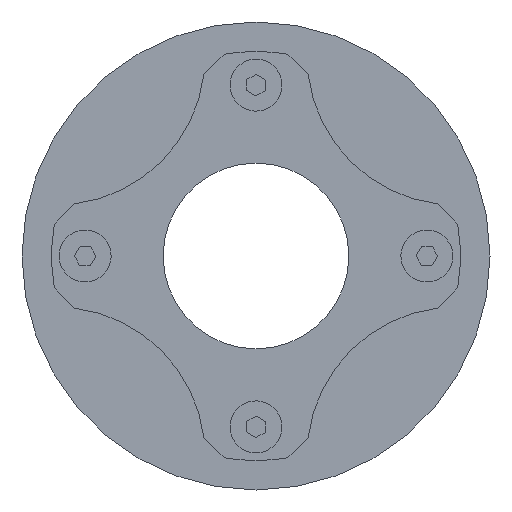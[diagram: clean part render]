
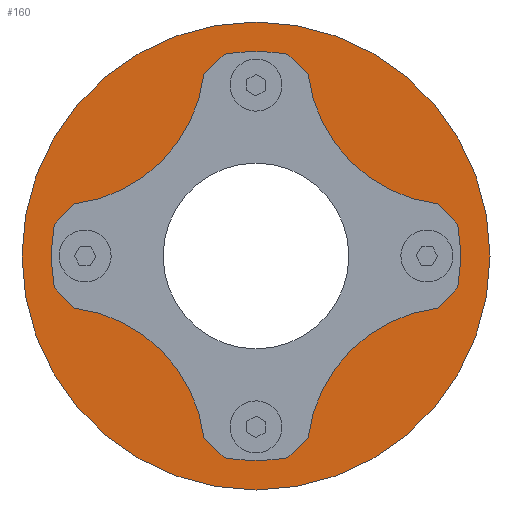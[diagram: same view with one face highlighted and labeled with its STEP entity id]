
A CAD part, front view. The second image highlights one B-rep face of the part: STEP entity #160.
In plain terms, the highlighted planar face has unit normal (0, -1, 0).
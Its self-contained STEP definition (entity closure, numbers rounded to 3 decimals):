
#160=ADVANCED_FACE('',(#390,#391),#392,.F.);
#390=FACE_OUTER_BOUND('',#704,.T.);
#391=FACE_BOUND('',#705,.T.);
#392=PLANE('',#706);
#704=EDGE_LOOP('',(#1100,#1101));
#705=EDGE_LOOP('',(#1102,#1103,#1104,#1105,#1106,#1107,#1108,#1109,#1110,#1111,#1112,#1113,#1114,#1115,#1116,#1117,#1118,#1119));
#706=AXIS2_PLACEMENT_3D('',#1120,#1121,#1122);
#1100=ORIENTED_EDGE('',*,*,#1749,.T.);
#1101=ORIENTED_EDGE('',*,*,#1813,.T.);
#1102=ORIENTED_EDGE('',*,*,#1814,.F.);
#1103=ORIENTED_EDGE('',*,*,#1764,.F.);
#1104=ORIENTED_EDGE('',*,*,#1815,.F.);
#1105=ORIENTED_EDGE('',*,*,#1811,.T.);
#1106=ORIENTED_EDGE('',*,*,#1816,.F.);
#1107=ORIENTED_EDGE('',*,*,#1752,.F.);
#1108=ORIENTED_EDGE('',*,*,#1795,.F.);
#1109=ORIENTED_EDGE('',*,*,#1817,.F.);
#1110=ORIENTED_EDGE('',*,*,#1799,.T.);
#1111=ORIENTED_EDGE('',*,*,#1818,.F.);
#1112=ORIENTED_EDGE('',*,*,#1769,.F.);
#1113=ORIENTED_EDGE('',*,*,#1819,.F.);
#1114=ORIENTED_EDGE('',*,*,#1807,.T.);
#1115=ORIENTED_EDGE('',*,*,#1820,.F.);
#1116=ORIENTED_EDGE('',*,*,#1771,.F.);
#1117=ORIENTED_EDGE('',*,*,#1759,.F.);
#1118=ORIENTED_EDGE('',*,*,#1821,.F.);
#1119=ORIENTED_EDGE('',*,*,#1803,.T.);
#1120=CARTESIAN_POINT('',(-27.5,6.5,0.0));
#1121=DIRECTION('',(0.0,1.0,0.0));
#1122=DIRECTION('',(1.0,0.0,-0.0));
#1749=EDGE_CURVE('',#2071,#2075,#2077,.T.);
#1752=EDGE_CURVE('',#2079,#2082,#2083,.T.);
#1759=EDGE_CURVE('',#2093,#2089,#2095,.T.);
#1764=EDGE_CURVE('',#2102,#2098,#2104,.T.);
#1769=EDGE_CURVE('',#2111,#2107,#2113,.T.);
#1771=EDGE_CURVE('',#2089,#2115,#2116,.T.);
#1795=EDGE_CURVE('',#2149,#2079,#2151,.T.);
#1799=EDGE_CURVE('',#2153,#2155,#2157,.T.);
#1803=EDGE_CURVE('',#2159,#2161,#2163,.T.);
#1807=EDGE_CURVE('',#2165,#2167,#2169,.T.);
#1811=EDGE_CURVE('',#2171,#2173,#2175,.T.);
#1813=EDGE_CURVE('',#2075,#2071,#2177,.T.);
#1814=EDGE_CURVE('',#2098,#2161,#2178,.T.);
#1815=EDGE_CURVE('',#2171,#2102,#2179,.T.);
#1816=EDGE_CURVE('',#2082,#2173,#2180,.T.);
#1817=EDGE_CURVE('',#2153,#2149,#2181,.T.);
#1818=EDGE_CURVE('',#2107,#2155,#2182,.T.);
#1819=EDGE_CURVE('',#2165,#2111,#2183,.T.);
#1820=EDGE_CURVE('',#2115,#2167,#2184,.T.);
#1821=EDGE_CURVE('',#2159,#2093,#2185,.T.);
#2071=VERTEX_POINT('',#2525);
#2075=VERTEX_POINT('',#2530);
#2077=CIRCLE('',#2533,31.5);
#2079=VERTEX_POINT('',#2535);
#2082=VERTEX_POINT('',#2539);
#2083=CIRCLE('',#2540,27.5);
#2089=VERTEX_POINT('',#2547);
#2093=VERTEX_POINT('',#2552);
#2095=CIRCLE('',#2555,27.5);
#2098=VERTEX_POINT('',#2558);
#2102=VERTEX_POINT('',#2563);
#2104=CIRCLE('',#2566,27.5);
#2107=VERTEX_POINT('',#2569);
#2111=VERTEX_POINT('',#2574);
#2113=CIRCLE('',#2577,27.5);
#2115=VERTEX_POINT('',#2579);
#2116=CIRCLE('',#2580,27.5);
#2149=VERTEX_POINT('',#2622);
#2151=CIRCLE('',#2625,27.5);
#2153=VERTEX_POINT('',#2627);
#2155=VERTEX_POINT('',#2630);
#2157=CIRCLE('',#2633,20.0);
#2159=VERTEX_POINT('',#2635);
#2161=VERTEX_POINT('',#2638);
#2163=CIRCLE('',#2641,20.0);
#2165=VERTEX_POINT('',#2643);
#2167=VERTEX_POINT('',#2646);
#2169=CIRCLE('',#2649,20.0);
#2171=VERTEX_POINT('',#2651);
#2173=VERTEX_POINT('',#2654);
#2175=CIRCLE('',#2657,20.);
#2177=CIRCLE('',#2659,31.5);
#2178=LINE('',#2660,#2661);
#2179=LINE('',#2662,#2663);
#2180=LINE('',#2664,#2665);
#2181=LINE('',#2666,#2667);
#2182=LINE('',#2668,#2669);
#2183=LINE('',#2670,#2671);
#2184=LINE('',#2672,#2673);
#2185=LINE('',#2674,#2675);
#2525=CARTESIAN_POINT('',(0.0,6.5,-31.5));
#2530=CARTESIAN_POINT('',(0.,6.5,31.5));
#2533=AXIS2_PLACEMENT_3D('',#3091,#3092,#3093);
#2535=CARTESIAN_POINT('',(0.,6.5,-27.5));
#2539=CARTESIAN_POINT('',(4.305,6.5,-27.161));
#2540=AXIS2_PLACEMENT_3D('',#3095,#3096,#3097);
#2547=CARTESIAN_POINT('',(0.,6.5,27.5));
#2552=CARTESIAN_POINT('',(4.305,6.5,27.161));
#2555=AXIS2_PLACEMENT_3D('',#3107,#3108,#3109);
#2558=CARTESIAN_POINT('',(27.161,6.5,4.305));
#2563=CARTESIAN_POINT('',(27.161,6.5,-4.305));
#2566=AXIS2_PLACEMENT_3D('',#3115,#3116,#3117);
#2569=CARTESIAN_POINT('',(-27.161,6.5,-4.305));
#2574=CARTESIAN_POINT('',(-27.161,6.5,4.305));
#2577=AXIS2_PLACEMENT_3D('',#3123,#3124,#3125);
#2579=CARTESIAN_POINT('',(-4.305,6.5,27.161));
#2580=AXIS2_PLACEMENT_3D('',#3126,#3127,#3128);
#2622=CARTESIAN_POINT('',(-4.305,6.5,-27.161));
#2625=AXIS2_PLACEMENT_3D('',#3172,#3173,#3174);
#2627=CARTESIAN_POINT('',(-7.017,6.5,-24.449));
#2630=CARTESIAN_POINT('',(-24.449,6.5,-7.017));
#2633=AXIS2_PLACEMENT_3D('',#3177,#3178,#3179);
#2635=CARTESIAN_POINT('',(7.017,6.5,24.449));
#2638=CARTESIAN_POINT('',(24.449,6.5,7.017));
#2641=AXIS2_PLACEMENT_3D('',#3182,#3183,#3184);
#2643=CARTESIAN_POINT('',(-24.449,6.5,7.017));
#2646=CARTESIAN_POINT('',(-7.017,6.5,24.449));
#2649=AXIS2_PLACEMENT_3D('',#3187,#3188,#3189);
#2651=CARTESIAN_POINT('',(24.449,6.5,-7.017));
#2654=CARTESIAN_POINT('',(7.017,6.5,-24.449));
#2657=AXIS2_PLACEMENT_3D('',#3192,#3193,#3194);
#2659=AXIS2_PLACEMENT_3D('',#3195,#3196,#3197);
#2660=CARTESIAN_POINT('',(27.161,6.5,4.305));
#2661=VECTOR('',#3198,3.835);
#2662=CARTESIAN_POINT('',(24.449,6.5,-7.017));
#2663=VECTOR('',#3199,3.835);
#2664=CARTESIAN_POINT('',(4.305,6.5,-27.161));
#2665=VECTOR('',#3200,3.835);
#2666=CARTESIAN_POINT('',(-7.017,6.5,-24.449));
#2667=VECTOR('',#3201,3.835);
#2668=CARTESIAN_POINT('',(-27.161,6.5,-4.305));
#2669=VECTOR('',#3202,3.835);
#2670=CARTESIAN_POINT('',(-24.449,6.5,7.017));
#2671=VECTOR('',#3203,3.835);
#2672=CARTESIAN_POINT('',(-4.305,6.5,27.161));
#2673=VECTOR('',#3204,3.835);
#2674=CARTESIAN_POINT('',(7.017,6.5,24.449));
#2675=VECTOR('',#3205,3.835);
#3091=CARTESIAN_POINT('',(0.0,6.5,0.0));
#3092=DIRECTION('',(0.0,-1.0,0.0));
#3093=DIRECTION('',(0.0,0.0,-1.0));
#3095=CARTESIAN_POINT('',(0.0,6.5,0.0));
#3096=DIRECTION('',(0.0,-1.0,0.0));
#3097=DIRECTION('',(0.0,0.0,-1.0));
#3107=CARTESIAN_POINT('',(0.0,6.5,0.0));
#3108=DIRECTION('',(0.0,-1.0,0.0));
#3109=DIRECTION('',(0.0,0.0,-1.0));
#3115=CARTESIAN_POINT('',(0.0,6.5,0.0));
#3116=DIRECTION('',(0.0,-1.0,0.0));
#3117=DIRECTION('',(0.0,0.0,-1.0));
#3123=CARTESIAN_POINT('',(0.0,6.5,0.0));
#3124=DIRECTION('',(0.0,-1.0,0.0));
#3125=DIRECTION('',(0.0,0.0,-1.0));
#3126=CARTESIAN_POINT('',(0.0,6.5,0.0));
#3127=DIRECTION('',(0.0,-1.0,0.0));
#3128=DIRECTION('',(0.0,0.0,-1.0));
#3172=CARTESIAN_POINT('',(0.0,6.5,0.0));
#3173=DIRECTION('',(0.0,-1.0,0.0));
#3174=DIRECTION('',(0.0,0.0,-1.0));
#3177=CARTESIAN_POINT('',(-26.87,6.5,-26.87));
#3178=DIRECTION('',(0.0,-1.0,0.0));
#3179=DIRECTION('',(0.0,0.0,1.0));
#3182=CARTESIAN_POINT('',(26.87,6.5,26.87));
#3183=DIRECTION('',(0.0,-1.0,0.0));
#3184=DIRECTION('',(0.0,0.0,1.0));
#3187=CARTESIAN_POINT('',(-26.87,6.5,26.87));
#3188=DIRECTION('',(0.0,-1.0,0.0));
#3189=DIRECTION('',(0.0,0.0,1.0));
#3192=CARTESIAN_POINT('',(26.87,6.5,-26.87));
#3193=DIRECTION('',(0.0,-1.0,0.0));
#3194=DIRECTION('',(0.0,0.0,1.0));
#3195=CARTESIAN_POINT('',(0.0,6.5,0.0));
#3196=DIRECTION('',(0.0,-1.0,0.0));
#3197=DIRECTION('',(0.0,0.0,-1.0));
#3198=DIRECTION('',(-0.707,0.,0.707));
#3199=DIRECTION('',(0.707,0.,0.707));
#3200=DIRECTION('',(0.707,0.,0.707));
#3201=DIRECTION('',(0.707,0.,-0.707));
#3202=DIRECTION('',(0.707,0.,-0.707));
#3203=DIRECTION('',(-0.707,0.,-0.707));
#3204=DIRECTION('',(-0.707,0.,-0.707));
#3205=DIRECTION('',(-0.707,0.,0.707));
